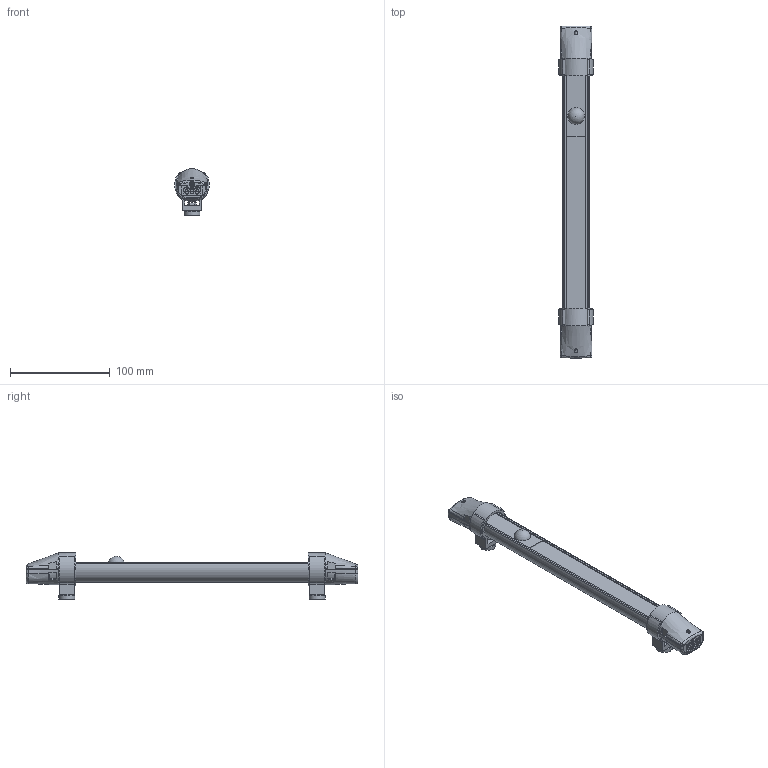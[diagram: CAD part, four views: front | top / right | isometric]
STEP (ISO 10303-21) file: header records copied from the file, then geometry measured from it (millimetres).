
FILE_DESCRIPTION(/* description */ (''),/* implementation_level */ '2;1');
FILE_NAME(/* name */ '112210_LED04-B-M20.stp',/* time_stamp */ '2025-03-25T11:18:21+01:00',/* author */ ('CAD'),/* organization */ (''),/* preprocessor_version */ 'ST-DEVELOPER v15.6',/* originating_system */ 'Autodesk Inventor 2015',/* authorisation */ '');
FILE_SCHEMA (('AUTOMOTIVE_DESIGN { 1 0 10303 214 3 1 1 }'));
Length unit declared in the file: millimetre
Products named in the file (1): 112210_LED04-B-M20_Shrinkwrap_1
Bounding box: 34.91 x 332.5 x 46.5 mm (x, y, z)
Surface area: 44857.9 mm2 (no closed solid volume)
Topology: 0 solids, 32 shells, 228 faces, 1145 edges, 886 vertices
Faces by surface type: plane 111, bspline 54, cylinder 49, torus 10, sphere 4
Full cylindrical faces by diameter (mm): 2 x1, 2.7 x3, 4 x2, 16 x2
Entity records: 13751 total; most frequent: CARTESIAN_POINT 5436, DIRECTION 1504, ORIENTED_EDGE 1502, EDGE_CURVE 1122, VERTEX_POINT 879, LINE 566, VECTOR 566, AXIS2_PLACEMENT_3D 469
